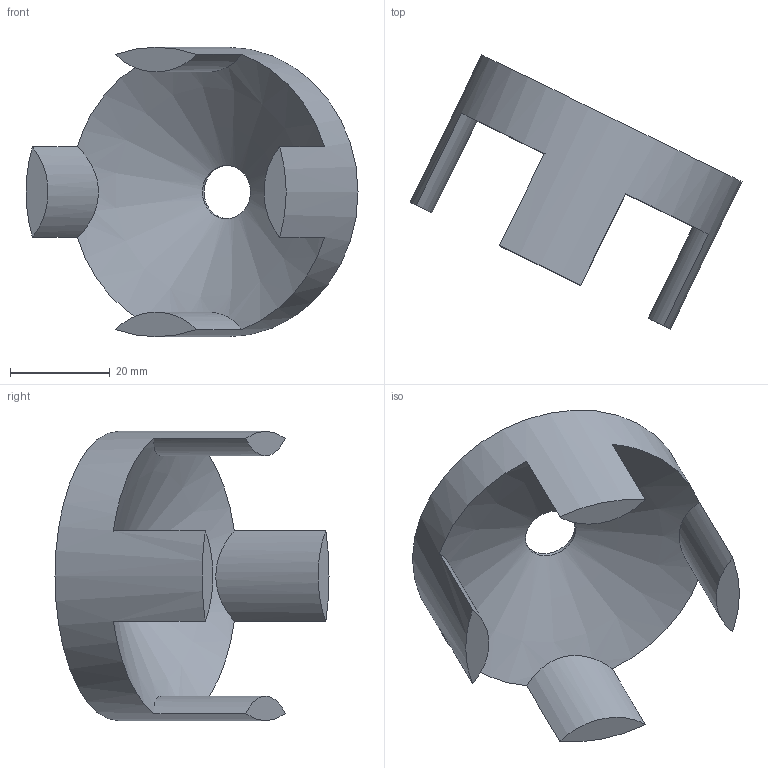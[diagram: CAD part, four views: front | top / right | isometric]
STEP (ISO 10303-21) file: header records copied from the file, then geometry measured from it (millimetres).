
FILE_DESCRIPTION(/* description */ ('STEP AP242','CAx-IF Rec.Pracs.---Representation and Presentation of Product Manufacturing Information (PMI)---4.0---2014-10-13','CAx-IF Rec.Pracs.---3D Tessellated Geometry---0.4---2014-09-14','2;1'),/* implementation_level */ '2;1');
FILE_NAME(/* name */ '6874e973c98a3d674d5573a8',/* time_stamp */ '2025-07-14T11:26:43Z',/* author */ (''),/* organization */ (''),/* preprocessor_version */ 'ST-DEVELOPER v20',/* originating_system */ 'ONSHAPE BY PTC INC, 1.200',/* authorisation */ ' ');
FILE_SCHEMA (('AP242_MANAGED_MODEL_BASED_3D_ENGINEERING_MIM_LF { 1 0 10303 442 1 1 4 }'));
Length unit declared in the file: metre
Products named in the file (1): Part 1
Bounding box: 66.45 x 54.85 x 57.95 mm (x, y, z)
Volume: 25263.5 mm3; surface area: 10879 mm2
Topology: 1 solids, 1 shells, 12 faces, 33 edges, 22 vertices
Faces by surface type: cylinder 6, plane 5, cone 1
Full cylindrical faces by diameter (mm): 10.693 x1, 57.95 x1
Entity records: 431 total; most frequent: CARTESIAN_POINT 153, ORIENTED_EDGE 54, DIRECTION 46, EDGE_CURVE 27, AXIS2_PLACEMENT_3D 23, VERTEX_POINT 19, B_SPLINE_CURVE_WITH_KNOTS 17, EDGE_LOOP 16
